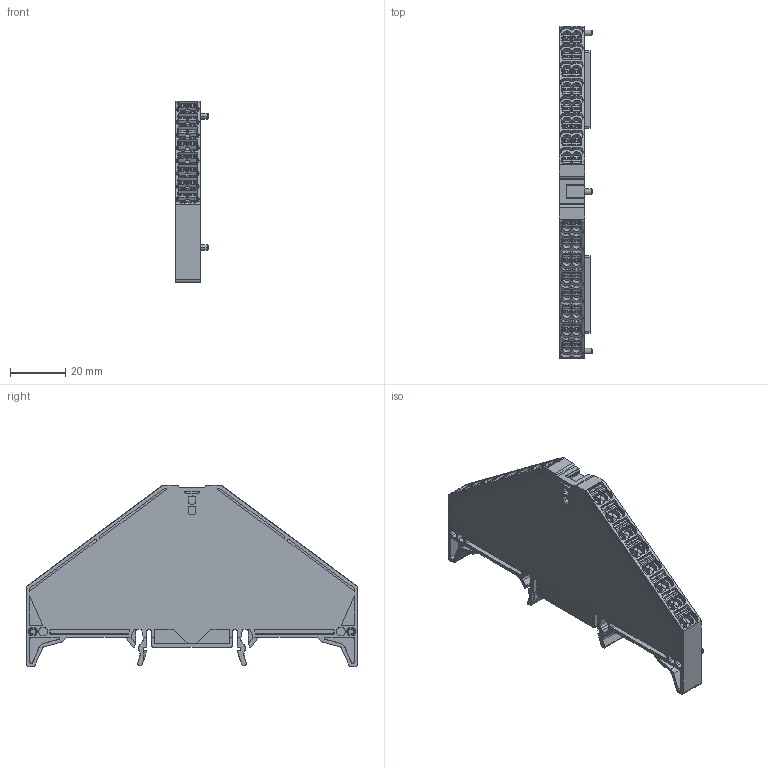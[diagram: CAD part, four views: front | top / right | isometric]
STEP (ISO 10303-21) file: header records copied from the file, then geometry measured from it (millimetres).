
FILE_DESCRIPTION(('CATIA V5 STEP Exchange','CAx-IF Rec.Pracs.--- Model Styling and Organization---1.5--- 2016-08-15','CAx-IF Rec.Pracs.---Supplemental Geometry---1.0---2011-11-01','CAx-IF Rec.Pracs.--- Composite Materials ---1.1---2010-07-15'),'2;1');
FILE_NAME ('008316-2_1', '2025-07-15T11:20:28+00:00', ('none'), ('Weidmueller'), 'CATIA Version 5-6 Release 2024 SP4', 'CATIA V5 STEP AP214 v3', 'none');
FILE_SCHEMA(('AUTOMOTIVE_DESIGN { 1 0 10303 214 1 1 1 1 }'));
Products named in the file (1): 1173870000
Bounding box: 12.2 x 120 x 65.6 mm (x, y, z)
Volume: 42222 mm3; surface area: 19134.4 mm2
Topology: 1 solids, 1 shells, 1935 faces, 5477 edges, 3643 vertices
Faces by surface type: plane 1203, cylinder 462, cone 256, bspline 8, torus 4, extrusion 2
Entity records: 69663 total; most frequent: CARTESIAN_POINT 21204, ORIENTED_EDGE 10938, DIRECTION 7468, EDGE_CURVE 5469, VECTOR 3689, LINE 3687, VERTEX_POINT 3643, AXIS2_PLACEMENT_3D 2198
